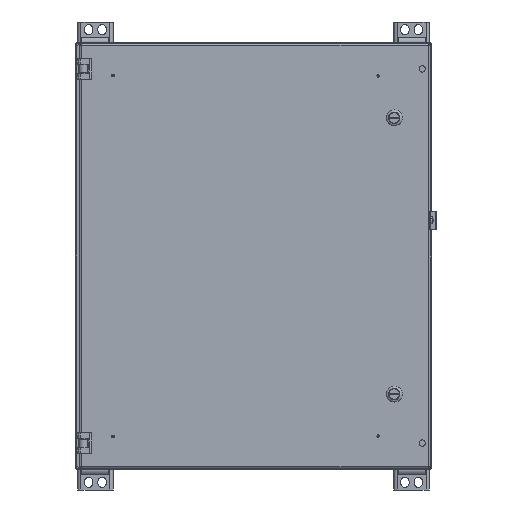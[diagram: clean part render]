
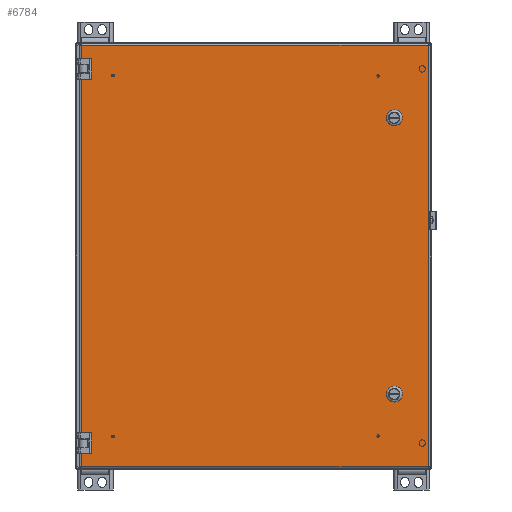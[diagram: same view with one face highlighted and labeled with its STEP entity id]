
A CAD part, front view. The second image highlights one B-rep face of the part: STEP entity #6784.
In plain terms, the highlighted planar face has unit normal (0, -1, 0).
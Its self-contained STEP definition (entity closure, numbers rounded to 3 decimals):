
#6784 = ADVANCED_FACE( '', ( #14175, #14176, #14177 ), #14178, .T. );
#14175 = FACE_BOUND( '', #41785, .T. );
#14176 = FACE_BOUND( '', #41786, .T. );
#14177 = FACE_OUTER_BOUND( '', #41787, .T. );
#14178 = PLANE( '', #41788 );
#41785 = EDGE_LOOP( '', ( #72765, #72766, #72767, #72768 ) );
#41786 = EDGE_LOOP( '', ( #72769, #72770, #72771, #72772 ) );
#41787 = EDGE_LOOP( '', ( #72773, #72774, #72775, #72776, #72777, #72778, #72779, #72780, #72781, #72782, #72783, #72784 ) );
#41788 = AXIS2_PLACEMENT_3D( '', #72785, #72786, #72787 );
#72765 = ORIENTED_EDGE( '', *, *, #89244, .F. );
#72766 = ORIENTED_EDGE( '', *, *, #87856, .F. );
#72767 = ORIENTED_EDGE( '', *, *, #88315, .F. );
#72768 = ORIENTED_EDGE( '', *, *, #89245, .F. );
#72769 = ORIENTED_EDGE( '', *, *, #86496, .F. );
#72770 = ORIENTED_EDGE( '', *, *, #83407, .F. );
#72771 = ORIENTED_EDGE( '', *, *, #89246, .F. );
#72772 = ORIENTED_EDGE( '', *, *, #84370, .F. );
#72773 = ORIENTED_EDGE( '', *, *, #89247, .F. );
#72774 = ORIENTED_EDGE( '', *, *, #86575, .F. );
#72775 = ORIENTED_EDGE( '', *, *, #83319, .F. );
#72776 = ORIENTED_EDGE( '', *, *, #84359, .F. );
#72777 = ORIENTED_EDGE( '', *, *, #89112, .F. );
#72778 = ORIENTED_EDGE( '', *, *, #89248, .F. );
#72779 = ORIENTED_EDGE( '', *, *, #89249, .F. );
#72780 = ORIENTED_EDGE( '', *, *, #89250, .T. );
#72781 = ORIENTED_EDGE( '', *, *, #88767, .F. );
#72782 = ORIENTED_EDGE( '', *, *, #85952, .F. );
#72783 = ORIENTED_EDGE( '', *, *, #87138, .F. );
#72784 = ORIENTED_EDGE( '', *, *, #85581, .F. );
#72785 = CARTESIAN_POINT( '', ( 0., 0., 0. ) );
#72786 = DIRECTION( '', ( 0., -1., 0. ) );
#72787 = DIRECTION( '', ( 0., 0., -1. ) );
#83319 = EDGE_CURVE( '', #91998, #92000, #92001, .T. );
#83407 = EDGE_CURVE( '', #92157, #92159, #92160, .T. );
#84359 = EDGE_CURVE( '', #93802, #91998, #93804, .T. );
#84370 = EDGE_CURVE( '', #93821, #93823, #93824, .T. );
#85581 = EDGE_CURVE( '', #95841, #95843, #95844, .T. );
#85952 = EDGE_CURVE( '', #96425, #96427, #96428, .T. );
#86496 = EDGE_CURVE( '', #92159, #93821, #97291, .T. );
#86575 = EDGE_CURVE( '', #92000, #97413, #97414, .T. );
#87138 = EDGE_CURVE( '', #95843, #96425, #98303, .T. );
#87856 = EDGE_CURVE( '', #99318, #99320, #99321, .T. );
#88315 = EDGE_CURVE( '', #99960, #99318, #99962, .T. );
#88767 = EDGE_CURVE( '', #96427, #100092, #100570, .T. );
#89112 = EDGE_CURVE( '', #94788, #93802, #101012, .T. );
#89244 = EDGE_CURVE( '', #99320, #101173, #101174, .T. );
#89245 = EDGE_CURVE( '', #101173, #99960, #101175, .T. );
#89246 = EDGE_CURVE( '', #93823, #92157, #101176, .T. );
#89247 = EDGE_CURVE( '', #97413, #95841, #101177, .T. );
#89248 = EDGE_CURVE( '', #99969, #94788, #101178, .T. );
#89249 = EDGE_CURVE( '', #100852, #99969, #101179, .T. );
#89250 = EDGE_CURVE( '', #100852, #100092, #101180, .T. );
#91998 = VERTEX_POINT( '', #105447 );
#92000 = VERTEX_POINT( '', #105450 );
#92001 = LINE( '', #105451, #105452 );
#92157 = VERTEX_POINT( '', #105855 );
#92159 = VERTEX_POINT( '', #105858 );
#92160 = LINE( '', #105859, #105860 );
#93802 = VERTEX_POINT( '', #109774 );
#93804 = LINE( '', #109776, #109777 );
#93821 = VERTEX_POINT( '', #109798 );
#93823 = VERTEX_POINT( '', #109801 );
#93824 = LINE( '', #109802, #109803 );
#94788 = VERTEX_POINT( '', #112010 );
#95841 = VERTEX_POINT( '', #115158 );
#95843 = VERTEX_POINT( '', #115160 );
#95844 = LINE( '', #115161, #115162 );
#96425 = VERTEX_POINT( '', #116525 );
#96427 = VERTEX_POINT( '', #116528 );
#96428 = LINE( '', #116529, #116530 );
#97291 = CIRCLE( '', #118628, 9.716 );
#97413 = VERTEX_POINT( '', #118810 );
#97414 = LINE( '', #118811, #118812 );
#98303 = LINE( '', #121884, #121885 );
#99318 = VERTEX_POINT( '', #124452 );
#99320 = VERTEX_POINT( '', #124455 );
#99321 = LINE( '', #124456, #124457 );
#99960 = VERTEX_POINT( '', #125841 );
#99962 = CIRCLE( '', #125844, 9.716 );
#99969 = VERTEX_POINT( '', #125852 );
#100092 = VERTEX_POINT( '', #126243 );
#100570 = LINE( '', #127392, #127393 );
#100852 = VERTEX_POINT( '', #128238 );
#101012 = LINE( '', #128638, #128639 );
#101173 = VERTEX_POINT( '', #129129 );
#101174 = CIRCLE( '', #129130, 9.716 );
#101175 = LINE( '', #129131, #129132 );
#101176 = CIRCLE( '', #129133, 9.716 );
#101177 = LINE( '', #129134, #129135 );
#101178 = LINE( '', #129136, #129137 );
#101179 = LINE( '', #129138, #129139 );
#101180 = LINE( '', #129140, #129141 );
#105447 = CARTESIAN_POINT( '', ( -235.131, 0., -277.012 ) );
#105450 = CARTESIAN_POINT( '', ( -235.131, 0., -256.388 ) );
#105451 = CARTESIAN_POINT( '', ( -235.131, 0., 0. ) );
#105452 = VECTOR( '', #134470, 1000. );
#105855 = CARTESIAN_POINT( '', ( 206.962, 0., -202.179 ) );
#105858 = CARTESIAN_POINT( '', ( 206.962, 0., -191.534 ) );
#105859 = CARTESIAN_POINT( '', ( 206.962, 0., -191.534 ) );
#105860 = VECTOR( '', #134545, 1000. );
#109774 = CARTESIAN_POINT( '', ( -247.298, 0., -277.012 ) );
#109776 = CARTESIAN_POINT( '', ( 0., 0., -277.012 ) );
#109777 = VECTOR( '', #135294, 1000. );
#109798 = CARTESIAN_POINT( '', ( 190.706, 0., -191.534 ) );
#109801 = CARTESIAN_POINT( '', ( 190.706, 0., -202.179 ) );
#109802 = CARTESIAN_POINT( '', ( 190.706, 0., -191.534 ) );
#109803 = VECTOR( '', #135304, 1000. );
#112010 = CARTESIAN_POINT( '', ( -247.298, 0., -300.082 ) );
#115158 = CARTESIAN_POINT( '', ( -247.298, 0., 256.388 ) );
#115160 = CARTESIAN_POINT( '', ( -235.131, 0., 256.388 ) );
#115161 = CARTESIAN_POINT( '', ( 0., 0., 256.388 ) );
#115162 = VECTOR( '', #136114, 1000. );
#116525 = CARTESIAN_POINT( '', ( -235.131, 0., 277.012 ) );
#116528 = CARTESIAN_POINT( '', ( -247.298, 0., 277.012 ) );
#116529 = CARTESIAN_POINT( '', ( 0., 0., 277.012 ) );
#116530 = VECTOR( '', #136394, 1000. );
#118628 = AXIS2_PLACEMENT_3D( '', #136810, #136811, #136812 );
#118810 = CARTESIAN_POINT( '', ( -247.298, 0., -256.388 ) );
#118811 = CARTESIAN_POINT( '', ( 0., 0., -256.388 ) );
#118812 = VECTOR( '', #136896, 1000. );
#121884 = CARTESIAN_POINT( '', ( -235.131, 0., 533.4 ) );
#121885 = VECTOR( '', #137117, 1000. );
#124452 = CARTESIAN_POINT( '', ( 206.962, 0., 191.534 ) );
#124455 = CARTESIAN_POINT( '', ( 206.962, 0., 202.179 ) );
#124456 = CARTESIAN_POINT( '', ( 206.962, 0., 202.179 ) );
#124457 = VECTOR( '', #137597, 1000. );
#125841 = CARTESIAN_POINT( '', ( 190.706, 0., 191.534 ) );
#125844 = AXIS2_PLACEMENT_3D( '', #137954, #137955, #137956 );
#125852 = CARTESIAN_POINT( '', ( 247.298, 0., -300.082 ) );
#126243 = CARTESIAN_POINT( '', ( -247.298, 0., 300.082 ) );
#127392 = CARTESIAN_POINT( '', ( -247.298, 0., -300.082 ) );
#127393 = VECTOR( '', #138250, 1000. );
#128238 = CARTESIAN_POINT( '', ( 247.298, 0., 300.082 ) );
#128638 = CARTESIAN_POINT( '', ( -247.298, 0., -300.082 ) );
#128639 = VECTOR( '', #138422, 1000. );
#129129 = CARTESIAN_POINT( '', ( 190.706, 0., 202.179 ) );
#129130 = AXIS2_PLACEMENT_3D( '', #138495, #138496, #138497 );
#129131 = CARTESIAN_POINT( '', ( 190.706, 0., 202.179 ) );
#129132 = VECTOR( '', #138498, 1000. );
#129133 = AXIS2_PLACEMENT_3D( '', #138499, #138500, #138501 );
#129134 = CARTESIAN_POINT( '', ( -247.298, 0., -300.082 ) );
#129135 = VECTOR( '', #138502, 1000. );
#129136 = CARTESIAN_POINT( '', ( 247.298, 0., -300.082 ) );
#129137 = VECTOR( '', #138503, 1000. );
#129138 = CARTESIAN_POINT( '', ( 247.298, 0., 300.082 ) );
#129139 = VECTOR( '', #138504, 1000. );
#129140 = CARTESIAN_POINT( '', ( -247.298, 0., 300.082 ) );
#129141 = VECTOR( '', #138505, 1000. );
#134470 = DIRECTION( '', ( 0., 0., 1. ) );
#134545 = DIRECTION( '', ( 0., 0., 1. ) );
#135294 = DIRECTION( '', ( 1., 0., 0. ) );
#135304 = DIRECTION( '', ( 0., 0., -1. ) );
#136114 = DIRECTION( '', ( 1., 0., 0. ) );
#136394 = DIRECTION( '', ( -1., 0., 0. ) );
#136810 = CARTESIAN_POINT( '', ( 198.834, 0., -196.856 ) );
#136811 = DIRECTION( '', ( 0., -1., 0. ) );
#136812 = DIRECTION( '', ( 1., 0., 0. ) );
#136896 = DIRECTION( '', ( -1., 0., 0. ) );
#137117 = DIRECTION( '', ( 0., 0., 1. ) );
#137597 = DIRECTION( '', ( 0., 0., 1. ) );
#137954 = CARTESIAN_POINT( '', ( 198.834, 0., 196.856 ) );
#137955 = DIRECTION( '', ( 0., -1., 0. ) );
#137956 = DIRECTION( '', ( 1., 0., 0. ) );
#138250 = DIRECTION( '', ( 0., 0., 1. ) );
#138422 = DIRECTION( '', ( 0., 0., 1. ) );
#138495 = CARTESIAN_POINT( '', ( 198.834, 0., 196.856 ) );
#138496 = DIRECTION( '', ( 0., -1., 0. ) );
#138497 = DIRECTION( '', ( 1., 0., 0. ) );
#138498 = DIRECTION( '', ( 0., 0., -1. ) );
#138499 = CARTESIAN_POINT( '', ( 198.834, 0., -196.856 ) );
#138500 = DIRECTION( '', ( 0., -1., 0. ) );
#138501 = DIRECTION( '', ( 1., 0., 0. ) );
#138502 = DIRECTION( '', ( 0., 0., 1. ) );
#138503 = DIRECTION( '', ( -1., 0., 0. ) );
#138504 = DIRECTION( '', ( 0., 0., -1. ) );
#138505 = DIRECTION( '', ( -1., 0., 0. ) );
